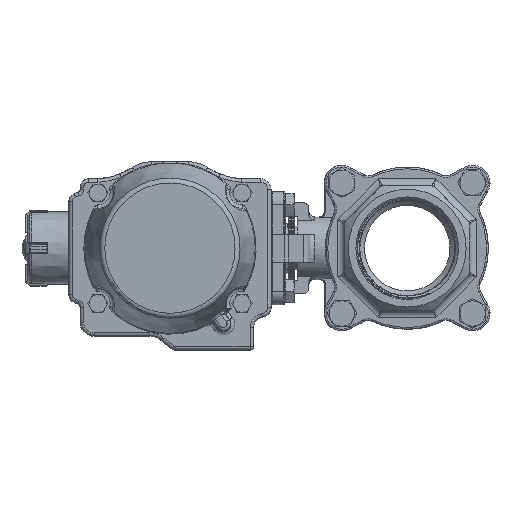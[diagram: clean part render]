
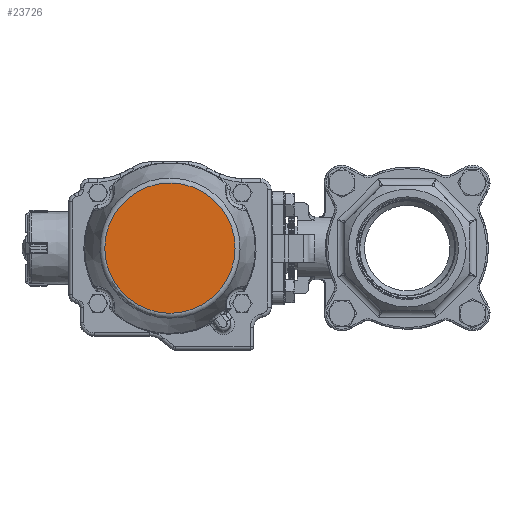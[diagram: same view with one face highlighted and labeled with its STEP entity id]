
A CAD part, left-side view. The second image highlights one B-rep face of the part: STEP entity #23726.
In plain terms, the highlighted face is planar.
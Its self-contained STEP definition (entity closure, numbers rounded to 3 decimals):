
#733=PLANE('',#25864);
#7082=ORIENTED_EDGE('',*,*,#13314,.F.);
#13314=EDGE_CURVE('',#16682,#16682,#18848,.T.);
#16682=VERTEX_POINT('',#37907);
#18848=CIRCLE('',#25742,37.334);
#20055=EDGE_LOOP('',(#7082));
#21875=FACE_BOUND('',#20055,.T.);
#23726=ADVANCED_FACE('',(#21875),#733,.T.);
#25742=AXIS2_PLACEMENT_3D('',#37906,#29081,#29082);
#25864=AXIS2_PLACEMENT_3D('',#38898,#29408,#29409);
#29081=DIRECTION('',(0.,0.,-1.));
#29082=DIRECTION('',(-1.,0.,0.));
#29408=DIRECTION('',(0.,0.,1.));
#29409=DIRECTION('',(1.,0.,0.));
#37906=CARTESIAN_POINT('',(0.,0.,123.));
#37907=CARTESIAN_POINT('',(-37.334,0.,123.));
#38898=CARTESIAN_POINT('',(26.566,53.,123.));
